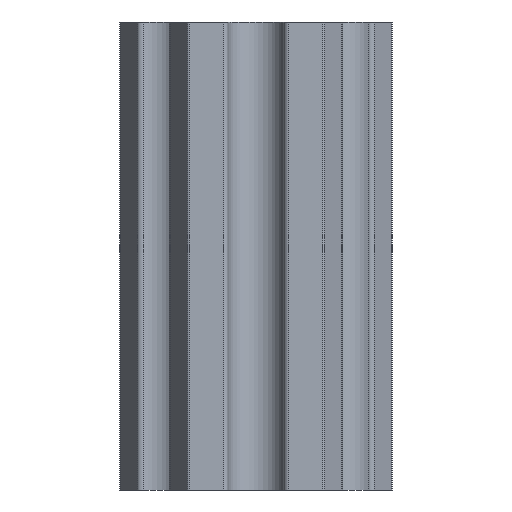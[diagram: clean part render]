
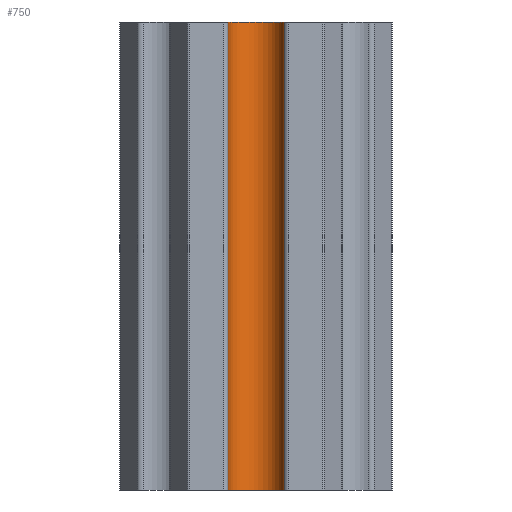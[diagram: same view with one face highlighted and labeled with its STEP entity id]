
A CAD part, front view. The second image highlights one B-rep face of the part: STEP entity #750.
In plain terms, the highlighted cylindrical face has radius 1.524 mm (diameter 3.048 mm), a partial arc.
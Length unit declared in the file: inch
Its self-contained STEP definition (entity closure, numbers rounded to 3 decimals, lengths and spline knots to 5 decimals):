
#30=FACE_OUTER_BOUND($,#69,.T.);
#69=EDGE_LOOP($,(#468,#469,#470,#471));
#110=LINE($,#1126,#170);
#112=LINE($,#1134,#172);
#170=VECTOR($,#886,0.99);
#172=VECTOR($,#894,0.99);
#232=CIRCLE($,#795,0.06);
#233=CIRCLE($,#796,0.06);
#280=VERTEX_POINT($,#1122);
#282=VERTEX_POINT($,#1125);
#284=VERTEX_POINT($,#1131);
#285=VERTEX_POINT($,#1133);
#355=EDGE_CURVE($,#282,#280,#110,.T.);
#358=EDGE_CURVE($,#284,#280,#232,.T.);
#359=EDGE_CURVE($,#285,#284,#112,.T.);
#360=EDGE_CURVE($,#285,#282,#233,.T.);
#468=ORIENTED_EDGE($,*,*,#358,.F.);
#469=ORIENTED_EDGE($,*,*,#359,.F.);
#470=ORIENTED_EDGE($,*,*,#360,.T.);
#471=ORIENTED_EDGE($,*,*,#355,.T.);
#685=CYLINDRICAL_SURFACE($,#794,0.06);
#750=ADVANCED_FACE($,(#30),#685,.F.);
#794=AXIS2_PLACEMENT_3D($,#1130,#890,#891);
#795=AXIS2_PLACEMENT_3D($,#1132,#892,#893);
#796=AXIS2_PLACEMENT_3D($,#1135,#895,#896);
#886=DIRECTION($,(0.,0.,1.));
#890=DIRECTION('center_axis',(0.,0.,1.));
#891=DIRECTION('ref_axis',(1.,0.,0.));
#892=DIRECTION('center_axis',(0.,0.,-1.));
#893=DIRECTION('ref_axis',(-1.,0.,0.));
#894=DIRECTION($,(0.,0.,1.));
#895=DIRECTION('center_axis',(0.,0.,-1.));
#896=DIRECTION('ref_axis',(-1.,0.,0.));
#1122=CARTESIAN_POINT('',(0.05938,-0.24143,18.));
#1125=CARTESIAN_POINT('',(0.05938,-0.24143,17.01));
#1126=CARTESIAN_POINT($,(0.05938,-0.24143,17.01));
#1130=CARTESIAN_POINT('Origin',(0.,-0.25,17.01));
#1131=CARTESIAN_POINT('',(-0.05938,-0.24143,18.));
#1132=CARTESIAN_POINT('Origin',(0.,-0.25,18.));
#1133=CARTESIAN_POINT('',(-0.05938,-0.24143,17.01));
#1134=CARTESIAN_POINT($,(-0.05938,-0.24143,17.01));
#1135=CARTESIAN_POINT('Origin',(0.,-0.25,17.01));
